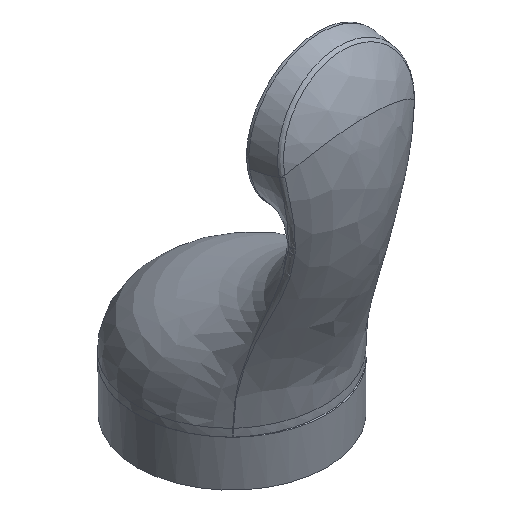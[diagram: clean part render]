
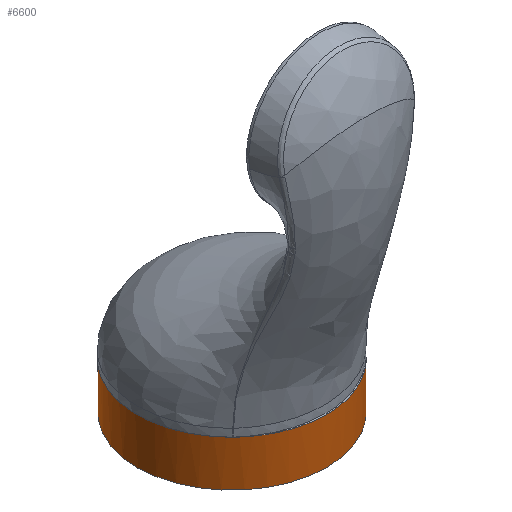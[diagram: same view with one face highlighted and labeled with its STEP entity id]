
A CAD part, isometric view. The second image highlights one B-rep face of the part: STEP entity #6600.
In plain terms, the highlighted cylindrical face has radius 68 mm (diameter 136 mm), a partial arc.
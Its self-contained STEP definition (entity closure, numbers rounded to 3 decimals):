
#122 = CIRCLE ( 'NONE', #9114, 68. ) ;
#273 = CIRCLE ( 'NONE', #9061, 68. ) ;
#431 = DIRECTION ( 'NONE',  ( -0.08, 0.997, 0. ) ) ;
#445 = DIRECTION ( 'NONE',  ( -0.08, 0.997, 0. ) ) ;
#989 = ORIENTED_EDGE ( 'NONE', *, *, #6311, .T. ) ;
#1229 = VERTEX_POINT ( 'NONE', #7204 ) ;
#1846 = CARTESIAN_POINT ( 'NONE',  ( 68.667, 0.689, 964.574 ) ) ;
#1969 = VERTEX_POINT ( 'NONE', #1846 ) ;
#2257 = CARTESIAN_POINT ( 'NONE',  ( 0.671, 0.002, 964.5 ) ) ;
#2741 = DIRECTION ( 'NONE',  ( 0.001, 0., -1. ) ) ;
#2900 = EDGE_LOOP ( 'NONE', ( #4677, #989, #9249, #7482, #7251 ) ) ;
#3181 = CARTESIAN_POINT ( 'NONE',  ( 68.631, 0.689, 997.574 ) ) ;
#3711 = EDGE_CURVE ( 'NONE', #1229, #6083, #122, .T. ) ;
#3828 = DIRECTION ( 'NONE',  ( 0.08, -0.997, 0. ) ) ;
#4407 = LINE ( 'NONE', #9762, #9828 ) ;
#4507 = CARTESIAN_POINT ( 'NONE',  ( 68.631, 0.689, 997.574 ) ) ;
#4677 = ORIENTED_EDGE ( 'NONE', *, *, #7745, .T. ) ;
#6082 = AXIS2_PLACEMENT_3D ( 'NONE', #10129, #10068, #445 ) ;
#6083 = VERTEX_POINT ( 'NONE', #6263 ) ;
#6263 = CARTESIAN_POINT ( 'NONE',  ( -0.179, 67.997, 997.5 ) ) ;
#6311 = EDGE_CURVE ( 'NONE', #1969, #8142, #273, .T. ) ;
#6538 = DIRECTION ( 'NONE',  ( -0.001, 0., 1. ) ) ;
#6600 = ADVANCED_FACE ( 'NONE', ( #8480 ), #10947, .T. ) ;
#7052 = DIRECTION ( 'NONE',  ( -0.001, 0., 1. ) ) ;
#7204 = CARTESIAN_POINT ( 'NONE',  ( 68.634, 0.389, 997.574 ) ) ;
#7251 = ORIENTED_EDGE ( 'NONE', *, *, #9323, .T. ) ;
#7256 = DIRECTION ( 'NONE',  ( -0.08, 0.997, 0. ) ) ;
#7482 = ORIENTED_EDGE ( 'NONE', *, *, #3711, .T. ) ;
#7518 = DIRECTION ( 'NONE',  ( 0.001, 0., -1. ) ) ;
#7586 = CARTESIAN_POINT ( 'NONE',  ( 68.67, 0.389, 964.574 ) ) ;
#7745 = EDGE_CURVE ( 'NONE', #10851, #1969, #10054, .T. ) ;
#8142 = VERTEX_POINT ( 'NONE', #7586 ) ;
#8327 = CIRCLE ( 'NONE', #11520, 68. ) ;
#8329 = EDGE_CURVE ( 'NONE', #8142, #1229, #4407, .T. ) ;
#8409 = CARTESIAN_POINT ( 'NONE',  ( 0.635, 0.002, 997.5 ) ) ;
#8480 = FACE_OUTER_BOUND ( 'NONE', #2900, .T. ) ;
#9061 = AXIS2_PLACEMENT_3D ( 'NONE', #2257, #6538, #3828 ) ;
#9114 = AXIS2_PLACEMENT_3D ( 'NONE', #8409, #7518, #431 ) ;
#9249 = ORIENTED_EDGE ( 'NONE', *, *, #8329, .T. ) ;
#9323 = EDGE_CURVE ( 'NONE', #6083, #10851, #8327, .T. ) ;
#9474 = CARTESIAN_POINT ( 'NONE',  ( 68.667, 0.689, 964.574 ) ) ;
#9762 = CARTESIAN_POINT ( 'NONE',  ( 68.67, 0.389, 964.574 ) ) ;
#9828 = VECTOR ( 'NONE', #7052, 1000. ) ;
#9973 = CARTESIAN_POINT ( 'NONE',  ( 0.635, 0.002, 997.5 ) ) ;
#10054 = B_SPLINE_CURVE_WITH_KNOTS ( 'NONE', 3,
 ( #3181, #10241, #11238, #9474 ),
 .UNSPECIFIED., .F., .F.,
 ( 4, 4 ),
 ( 0., 1. ),
 .UNSPECIFIED. ) ;
#10068 = DIRECTION ( 'NONE',  ( -0.001, 0., 1. ) ) ;
#10129 = CARTESIAN_POINT ( 'NONE',  ( 0.671, 0.002, 964.5 ) ) ;
#10241 = CARTESIAN_POINT ( 'NONE',  ( 68.644, 0.689, 986.574 ) ) ;
#10851 = VERTEX_POINT ( 'NONE', #4507 ) ;
#10947 = CYLINDRICAL_SURFACE ( 'NONE', #6082, 68. ) ;
#11238 = CARTESIAN_POINT ( 'NONE',  ( 68.656, 0.689, 975.574 ) ) ;
#11520 = AXIS2_PLACEMENT_3D ( 'NONE', #9973, #2741, #7256 ) ;
